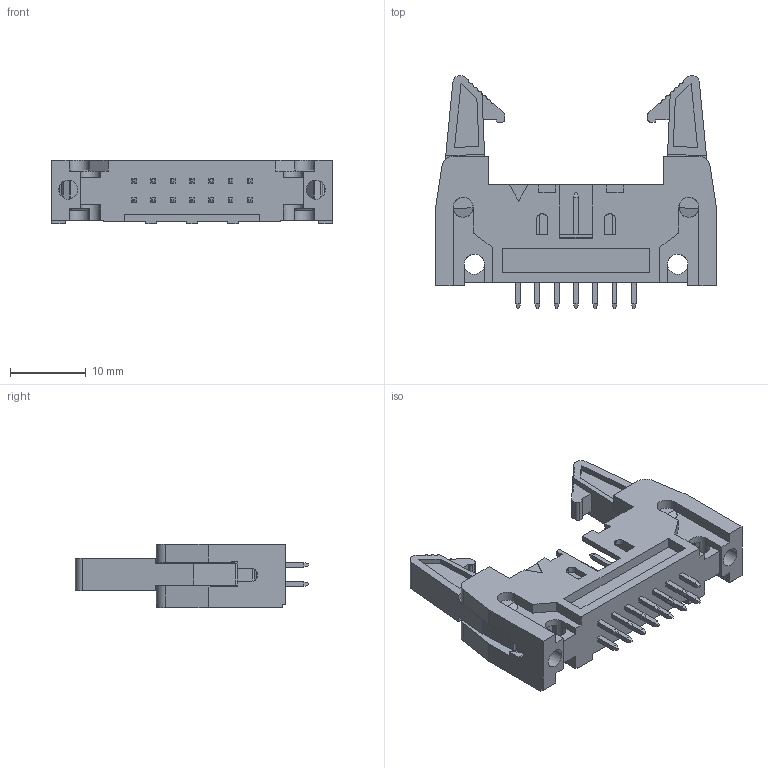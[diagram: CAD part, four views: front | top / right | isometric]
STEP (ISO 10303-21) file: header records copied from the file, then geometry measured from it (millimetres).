
FILE_DESCRIPTION(('CoCreate Modeling STEP Export'),'2;1');
FILE_NAME('WB2545H-14XXX.stp','2021-10-13T10:21:02',(''),(''),'CoCreate Modeling STEP processor for AP214 (Solid Model)','CoCreate Modeling 16.00 13-May-2008 (C) Parametric Technology GmbH','');
FILE_SCHEMA(('AUTOMOTIVE_DESIGN { 1 0 10303 214 1 1 1 1 }'));
Length unit declared in the file: millimetre
Products named in the file (3): WB2545H-14XXX; WB2545H-14
Assembly tree (2 placements, depth 2):
  WB2545H-14XXX
    WB2545H-14
    WB2545H-14XXX
Bounding box: 36.98 x 30.68 x 8.3 mm (x, y, z)
Volume: 2912.5 mm3; surface area: 4153.8 mm2
Topology: 1 solids, 1 shells, 595 faces, 1614 edges, 1038 vertices
Faces by surface type: plane 490, cylinder 105
Entity records: 17503 total; most frequent: ORIENTED_EDGE 3200, CARTESIAN_POINT 3022, DIRECTION 2708, EDGE_CURVE 1600, VECTOR 1260, LINE 1260, VERTEX_POINT 1024, AXIS2_PLACEMENT_3D 724
